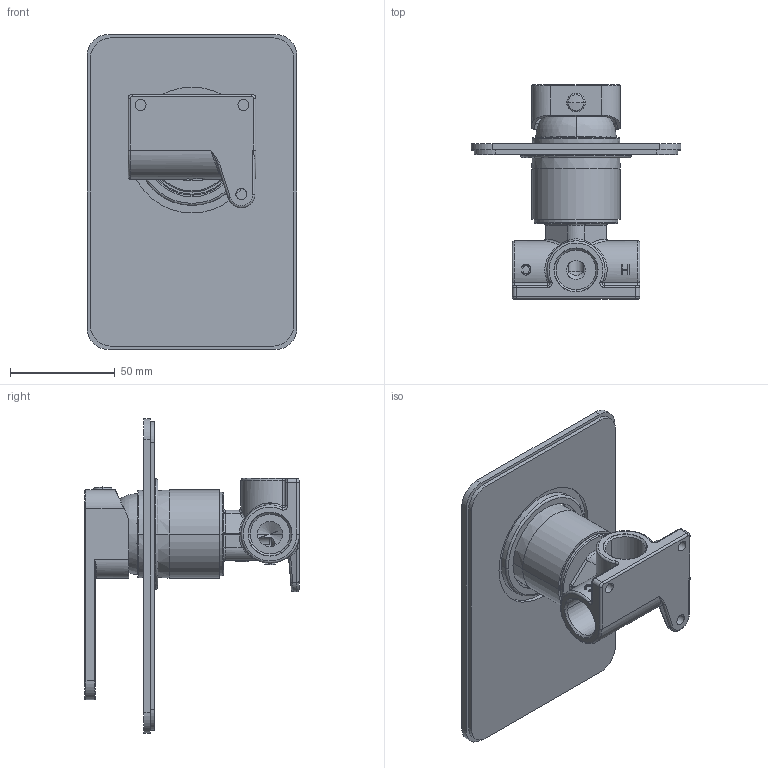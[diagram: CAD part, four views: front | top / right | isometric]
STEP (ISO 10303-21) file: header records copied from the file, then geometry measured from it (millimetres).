
FILE_DESCRIPTION((''),'2;1');
FILE_NAME('230196CP-AU005_ASM_1_ASM','2024-02-21T',('Administrator'),(''),'PRO/ENGINEER BY PARAMETRIC TECHNOLOGY CORPORATION, 2011310','PRO/ENGINEER BY PARAMETRIC TECHNOLOGY CORPORATION, 2011310','');
FILE_SCHEMA(('CONFIG_CONTROL_DESIGN'));
Length unit declared in the file: millimetre
Products named in the file (10): 1A0310AZNT_1; 1O0083CWSP_1; 1E0249BWCP_1; 1N0006CP_1; 1D0005CP_1; 1D0203-1_1; 1D0203-2_1; 1D0203CWCP_ASM_1_ASM; 1R0118EWNT_1; 230196CP-AU005_ASM_1_ASM
Assembly tree (9 placements, depth 3):
  230196CP-AU005_ASM_1_ASM
    1A0310AZNT_1
    1O0083CWSP_1
    1E0249BWCP_1
    1N0006CP_1
    1D0005CP_1
    1D0203CWCP_ASM_1_ASM
      1D0203-1_1
      1D0203-2_1
    1R0118EWNT_1
Bounding box: 100 x 102.1 x 150 mm (x, y, z)
Volume: 141901.1 mm3; surface area: 109557.1 mm2
Topology: 8 solids, 16 shells, 508 faces, 1361 edges, 879 vertices
Faces by surface type: plane 183, cylinder 167, cone 50, torus 42, bspline 36, extrusion 24, sphere 6
Entity records: 20049 total; most frequent: CARTESIAN_POINT 7219, ORIENTED_EDGE 2646, DIRECTION 2627, EDGE_CURVE 1345, AXIS2_PLACEMENT_3D 1001, VERTEX_POINT 879, VECTOR 625, LINE 601
